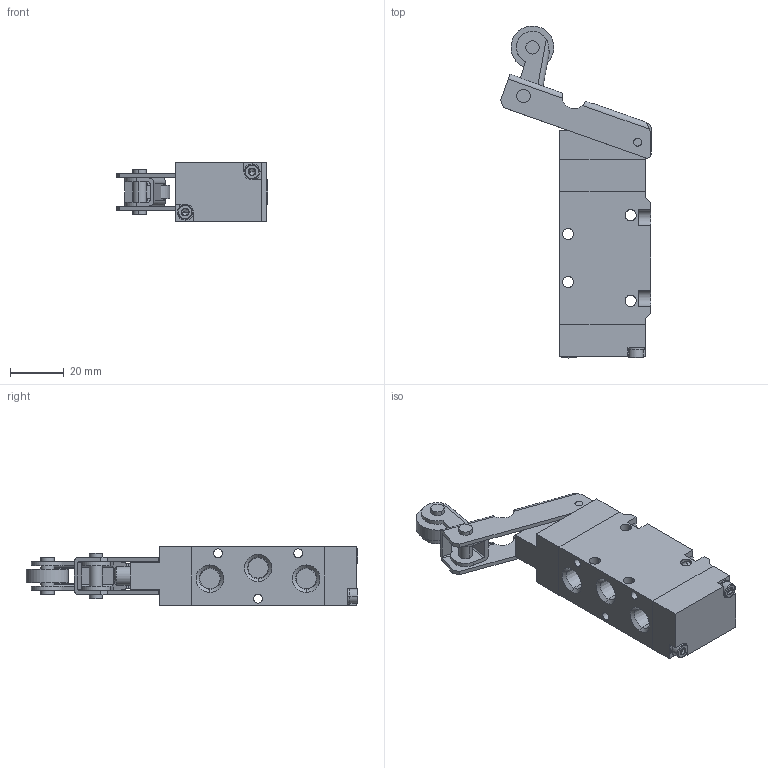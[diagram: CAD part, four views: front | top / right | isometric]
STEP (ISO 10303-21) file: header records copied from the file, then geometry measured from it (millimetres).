
FILE_DESCRIPTION (( 'STEP AP203' ), '1' );
FILE_NAME ('7001000610U.step', '2024-02-07T21:26:11', ( '' ), ( '' ), 'SwSTEP 2.0', 'SolidWorks 2023', '' );
FILE_SCHEMA (( 'CONFIG_CONTROL_DESIGN' ));
Length unit declared in the file: inch
Products named in the file (1): 7001000610U
Bounding box: 56.46 x 124.1 x 22 mm (x, y, z)
Volume: 58139.4 mm3; surface area: 23125.2 mm2
Topology: 9 solids, 9 shells, 278 faces, 698 edges, 446 vertices
Faces by surface type: plane 137, cylinder 91, cone 36, bspline 14
Entity records: 8965 total; most frequent: CARTESIAN_POINT 2129, DIRECTION 1420, ORIENTED_EDGE 1388, EDGE_CURVE 694, AXIS2_PLACEMENT_3D 513, VERTEX_POINT 446, VECTOR 394, LINE 394
